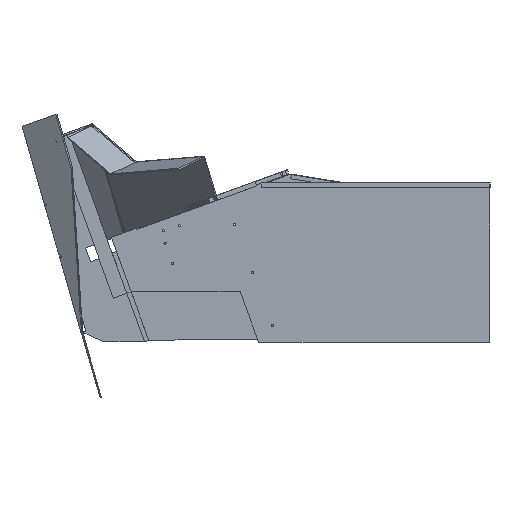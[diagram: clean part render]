
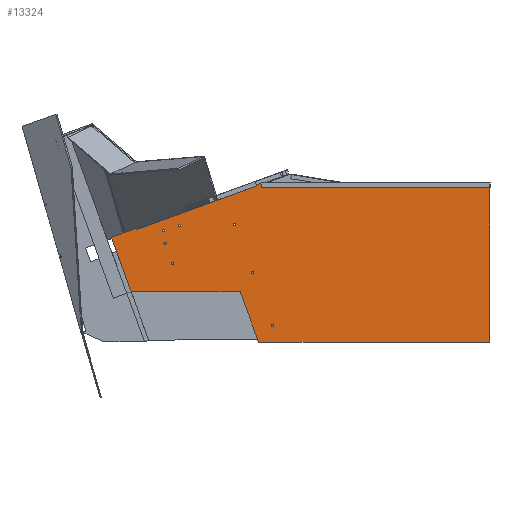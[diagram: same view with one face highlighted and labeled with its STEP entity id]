
A CAD part, left-side view. The second image highlights one B-rep face of the part: STEP entity #13324.
In plain terms, the highlighted planar face has unit normal (-1, 0, 0).
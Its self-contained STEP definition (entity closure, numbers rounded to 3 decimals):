
#441=FACE_BOUND('',#1950,.T.);
#442=FACE_BOUND('',#1951,.T.);
#443=FACE_BOUND('',#1952,.T.);
#444=FACE_BOUND('',#1953,.T.);
#445=FACE_BOUND('',#1954,.T.);
#446=FACE_BOUND('',#1955,.T.);
#447=FACE_BOUND('',#1956,.T.);
#1083=FACE_OUTER_BOUND('',#1949,.T.);
#1949=EDGE_LOOP('',(#11803,#11804,#11805,#11806,#11807,#11808,#11809,#11810,
#11811,#11812,#11813,#11814,#11815));
#1950=EDGE_LOOP('',(#11816));
#1951=EDGE_LOOP('',(#11817));
#1952=EDGE_LOOP('',(#11818));
#1953=EDGE_LOOP('',(#11819));
#1954=EDGE_LOOP('',(#11820));
#1955=EDGE_LOOP('',(#11821));
#1956=EDGE_LOOP('',(#11822));
#2064=ELLIPSE('',#14134,2.5,2.5);
#2065=ELLIPSE('',#14135,2.5,2.5);
#2137=CIRCLE('',#14129,2.5);
#2138=CIRCLE('',#14131,2.5);
#2139=CIRCLE('',#14133,2.5);
#2140=CIRCLE('',#14137,2.5);
#2141=CIRCLE('',#14139,2.5);
#3465=LINE('',#23253,#4990);
#3466=LINE('',#23256,#4991);
#3481=LINE('',#23299,#5006);
#3483=LINE('',#23303,#5008);
#3485=LINE('',#23308,#5010);
#3488=LINE('',#23314,#5013);
#3490=LINE('',#23317,#5015);
#3498=LINE('',#23382,#5023);
#3501=LINE('',#23387,#5026);
#3503=LINE('',#23391,#5028);
#3504=LINE('',#23393,#5029);
#3506=LINE('',#23397,#5031);
#3507=LINE('',#23399,#5032);
#4990=VECTOR('',#16758,10.);
#4991=VECTOR('',#16761,10.);
#5006=VECTOR('',#16794,10.);
#5008=VECTOR('',#16798,10.);
#5010=VECTOR('',#16802,10.);
#5013=VECTOR('',#16807,10.);
#5015=VECTOR('',#16811,10.);
#5023=VECTOR('',#16845,10.);
#5026=VECTOR('',#16850,10.);
#5028=VECTOR('',#16854,10.);
#5029=VECTOR('',#16857,10.);
#5031=VECTOR('',#16861,10.);
#5032=VECTOR('',#16864,10.);
#6466=VERTEX_POINT('',#23246);
#6469=VERTEX_POINT('',#23251);
#6470=VERTEX_POINT('',#23255);
#6489=VERTEX_POINT('',#23297);
#6490=VERTEX_POINT('',#23301);
#6491=VERTEX_POINT('',#23305);
#6492=VERTEX_POINT('',#23307);
#6493=VERTEX_POINT('',#23311);
#6494=VERTEX_POINT('',#23313);
#6495=VERTEX_POINT('',#23319);
#6496=VERTEX_POINT('',#23323);
#6497=VERTEX_POINT('',#23327);
#6498=VERTEX_POINT('',#23348);
#6499=VERTEX_POINT('',#23369);
#6500=VERTEX_POINT('',#23373);
#6501=VERTEX_POINT('',#23377);
#6502=VERTEX_POINT('',#23381);
#6503=VERTEX_POINT('',#23385);
#6504=VERTEX_POINT('',#23389);
#6505=VERTEX_POINT('',#23395);
#8239=EDGE_CURVE('',#6466,#6469,#3465,.T.);
#8240=EDGE_CURVE('',#6466,#6470,#3466,.T.);
#8262=EDGE_CURVE('',#6489,#6469,#3481,.T.);
#8264=EDGE_CURVE('',#6490,#6489,#3483,.T.);
#8266=EDGE_CURVE('',#6491,#6492,#3485,.T.);
#8269=EDGE_CURVE('',#6493,#6494,#3488,.T.);
#8271=EDGE_CURVE('',#6492,#6493,#3490,.T.);
#8272=EDGE_CURVE('',#6495,#6495,#2137,.T.);
#8274=EDGE_CURVE('',#6496,#6496,#2138,.T.);
#8276=EDGE_CURVE('',#6497,#6497,#2139,.T.);
#8278=EDGE_CURVE('',#6498,#6498,#2064,.T.);
#8280=EDGE_CURVE('',#6499,#6499,#2065,.T.);
#8282=EDGE_CURVE('',#6500,#6500,#2140,.T.);
#8284=EDGE_CURVE('',#6501,#6501,#2141,.T.);
#8286=EDGE_CURVE('',#6470,#6502,#3498,.T.);
#8289=EDGE_CURVE('',#6503,#6490,#3501,.T.);
#8291=EDGE_CURVE('',#6504,#6503,#3503,.T.);
#8292=EDGE_CURVE('',#6494,#6504,#3504,.T.);
#8294=EDGE_CURVE('',#6505,#6491,#3506,.T.);
#8295=EDGE_CURVE('',#6502,#6505,#3507,.T.);
#11803=ORIENTED_EDGE('',*,*,#8240,.F.);
#11804=ORIENTED_EDGE('',*,*,#8239,.T.);
#11805=ORIENTED_EDGE('',*,*,#8262,.F.);
#11806=ORIENTED_EDGE('',*,*,#8264,.F.);
#11807=ORIENTED_EDGE('',*,*,#8289,.F.);
#11808=ORIENTED_EDGE('',*,*,#8291,.F.);
#11809=ORIENTED_EDGE('',*,*,#8292,.F.);
#11810=ORIENTED_EDGE('',*,*,#8269,.F.);
#11811=ORIENTED_EDGE('',*,*,#8271,.F.);
#11812=ORIENTED_EDGE('',*,*,#8266,.F.);
#11813=ORIENTED_EDGE('',*,*,#8294,.F.);
#11814=ORIENTED_EDGE('',*,*,#8295,.F.);
#11815=ORIENTED_EDGE('',*,*,#8286,.F.);
#11816=ORIENTED_EDGE('',*,*,#8284,.F.);
#11817=ORIENTED_EDGE('',*,*,#8282,.F.);
#11818=ORIENTED_EDGE('',*,*,#8280,.F.);
#11819=ORIENTED_EDGE('',*,*,#8278,.F.);
#11820=ORIENTED_EDGE('',*,*,#8276,.F.);
#11821=ORIENTED_EDGE('',*,*,#8274,.F.);
#11822=ORIENTED_EDGE('',*,*,#8272,.F.);
#12615=PLANE('',#14146);
#13324=ADVANCED_FACE('',(#1083,#441,#442,#443,#444,#445,#446,#447),#12615,
 .T.);
#14129=AXIS2_PLACEMENT_3D('',#23320,#16814,#16815);
#14131=AXIS2_PLACEMENT_3D('',#23324,#16819,#16820);
#14133=AXIS2_PLACEMENT_3D('',#23328,#16824,#16825);
#14134=AXIS2_PLACEMENT_3D('',#23349,#16827,#16828);
#14135=AXIS2_PLACEMENT_3D('',#23370,#16830,#16831);
#14137=AXIS2_PLACEMENT_3D('',#23374,#16835,#16836);
#14139=AXIS2_PLACEMENT_3D('',#23378,#16840,#16841);
#14146=AXIS2_PLACEMENT_3D('',#23400,#16865,#16866);
#16758=DIRECTION('',(0.,0.941,-0.339));
#16761=DIRECTION('',(0.,0.342,0.94));
#16794=DIRECTION('',(0.,0.339,0.941));
#16798=DIRECTION('',(0.,1.,0.));
#16802=DIRECTION('',(0.,-1.,0.));
#16807=DIRECTION('',(0.,1.,0.));
#16811=DIRECTION('',(0.,0.,-1.));
#16814=DIRECTION('center_axis',(-1.,0.,0.));
#16815=DIRECTION('ref_axis',(0.,0.,
1.));
#16819=DIRECTION('center_axis',(-1.,0.,0.));
#16820=DIRECTION('ref_axis',(0.,0.,
1.));
#16824=DIRECTION('center_axis',(-1.,0.,0.));
#16825=DIRECTION('ref_axis',(0.,0.,
1.));
#16827=DIRECTION('center_axis',(-1.,0.,0.));
#16828=DIRECTION('ref_axis',(0.,0.94,-0.342));
#16830=DIRECTION('center_axis',(-1.,0.,0.));
#16831=DIRECTION('ref_axis',(0.,0.94,-0.342));
#16835=DIRECTION('center_axis',(-1.,0.,0.));
#16836=DIRECTION('ref_axis',(0.,0.,
1.));
#16840=DIRECTION('center_axis',(-1.,0.,0.));
#16841=DIRECTION('ref_axis',(0.,0.,
1.));
#16845=DIRECTION('',(0.,-0.94,0.342));
#16850=DIRECTION('',(0.,1.,0.));
#16854=DIRECTION('',(0.,0.342,0.94));
#16857=DIRECTION('',(0.,1.,0.));
#16861=DIRECTION('',(0.,-0.94,0.342));
#16864=DIRECTION('',(0.,-0.94,0.342));
#16865=DIRECTION('center_axis',(-1.,0.,0.));
#16866=DIRECTION('ref_axis',(0.,0.,
1.));
#23246=CARTESIAN_POINT('',(-848.966,753.015,283.058));
#23251=CARTESIAN_POINT('',(-848.966,832.741,254.295));
#23253=CARTESIAN_POINT('',(-848.966,753.007,283.061));
#23255=CARTESIAN_POINT('',(-848.966,753.031,283.102));
#23256=CARTESIAN_POINT('',(-848.966,753.031,283.102));
#23297=CARTESIAN_POINT('',(-848.966,789.934,135.639));
#23299=CARTESIAN_POINT('',(-848.966,789.934,135.639));
#23301=CARTESIAN_POINT('',(-848.966,699.356,135.639));
#23303=CARTESIAN_POINT('',(-848.966,852.824,135.639));
#23305=CARTESIAN_POINT('',(-848.966,505.75,373.111));
#23307=CARTESIAN_POINT('',(-848.966,6.214,373.111));
#23308=CARTESIAN_POINT('',(-848.966,6.214,373.111));
#23311=CARTESIAN_POINT('',(-848.966,6.214,25.458));
#23313=CARTESIAN_POINT('',(-848.966,379.205,25.458));
#23314=CARTESIAN_POINT('',(-848.966,6.214,25.458));
#23317=CARTESIAN_POINT('',(-848.966,6.214,320.621));
#23319=CARTESIAN_POINT('',(-848.966,699.601,194.855));
#23320=CARTESIAN_POINT('Origin',(-848.966,699.601,197.355));
#23323=CARTESIAN_POINT('',(-848.966,563.907,279.631));
#23324=CARTESIAN_POINT('Origin',(-848.966,563.907,282.131));
#23327=CARTESIAN_POINT('',(-848.966,524.629,175.605));
#23328=CARTESIAN_POINT('Origin',(-848.966,524.629,178.105));
#23348=CARTESIAN_POINT('',(-848.966,682.438,280.44));
#23349=CARTESIAN_POINT('Origin',(-848.966,684.787,279.585));
#23369=CARTESIAN_POINT('',(-848.966,716.998,269.391));
#23370=CARTESIAN_POINT('Origin',(-848.966,719.347,268.536));
#23373=CARTESIAN_POINT('',(-848.966,480.544,58.847));
#23374=CARTESIAN_POINT('Origin',(-848.966,480.544,61.347));
#23377=CARTESIAN_POINT('',(-848.966,715.559,238.699));
#23378=CARTESIAN_POINT('Origin',(-848.966,715.559,241.199));
#23381=CARTESIAN_POINT('',(-848.966,737.16,288.879));
#23382=CARTESIAN_POINT('',(-848.966,737.16,288.879));
#23385=CARTESIAN_POINT('',(-848.966,551.597,135.639));
#23387=CARTESIAN_POINT('',(-848.966,699.356,135.639));
#23389=CARTESIAN_POINT('',(-848.966,511.491,25.458));
#23391=CARTESIAN_POINT('',(-848.966,551.597,135.639));
#23393=CARTESIAN_POINT('',(-848.966,511.491,25.458));
#23395=CARTESIAN_POINT('',(-848.966,718.366,295.719));
#23397=CARTESIAN_POINT('',(-848.966,718.366,295.719));
#23399=CARTESIAN_POINT('',(-848.966,718.366,295.719));
#23400=CARTESIAN_POINT('Origin',(-848.966,566.118,199.284));
